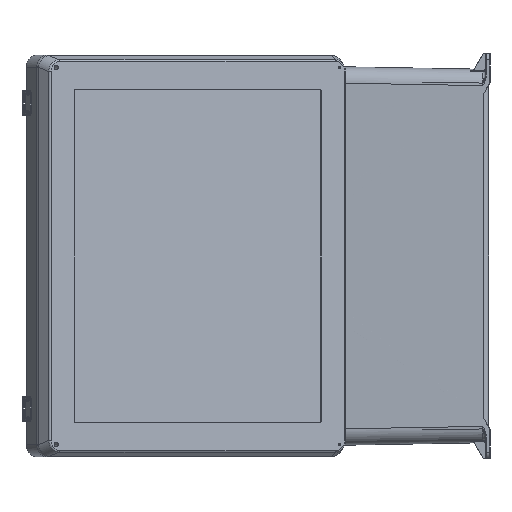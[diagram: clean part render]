
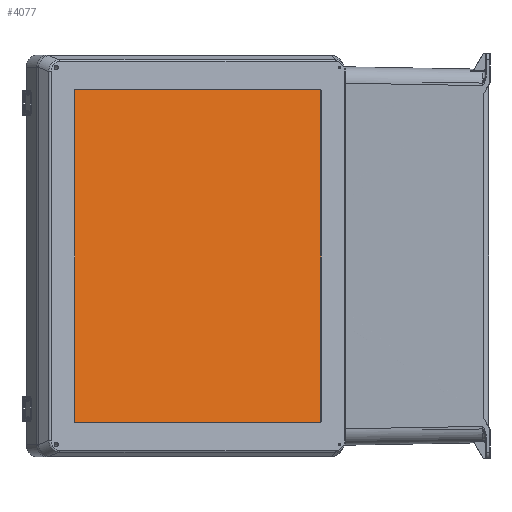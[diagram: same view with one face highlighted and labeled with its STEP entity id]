
A CAD part, left-side view. The second image highlights one B-rep face of the part: STEP entity #4077.
In plain terms, the highlighted face is planar.
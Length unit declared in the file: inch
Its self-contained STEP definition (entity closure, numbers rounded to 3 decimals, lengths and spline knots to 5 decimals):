
#54 = CARTESIAN_POINT ( 'NONE',  ( 6.995, -0.22, 7.9375 ) ) ;
#55 = CARTESIAN_POINT ( 'NONE',  ( 6.9375, -0.22, -7.9375 ) ) ;
#56 = DIRECTION ( 'NONE',  ( 0., 1., 0. ) ) ;
#57 = DIRECTION ( 'NONE',  ( 0., 0., 1. ) ) ;
#58 = DIRECTION ( 'NONE',  ( 0., 0., -1. ) ) ;
#73 = CARTESIAN_POINT ( 'NONE',  ( 6.9375, -0.22, 7.995 ) ) ;
#74 = CARTESIAN_POINT ( 'NONE',  ( 6.9375, -0.22, 7.9375 ) ) ;
#75 = DIRECTION ( 'NONE',  ( 0., 1., 0. ) ) ;
#76 = DIRECTION ( 'NONE',  ( 0., 0., 1. ) ) ;
#80 = DIRECTION ( 'NONE',  ( 1., 0., 0. ) ) ;
#89 = CARTESIAN_POINT ( 'NONE',  ( -6.995, -0.22, 7.9375 ) ) ;
#90 = CARTESIAN_POINT ( 'NONE',  ( -6.9375, -0.22, 7.9375 ) ) ;
#91 = DIRECTION ( 'NONE',  ( 0., 1., 0. ) ) ;
#92 = DIRECTION ( 'NONE',  ( 0., 0., 1. ) ) ;
#96 = DIRECTION ( 'NONE',  ( 0., 0., 1. ) ) ;
#103 = CARTESIAN_POINT ( 'NONE',  ( -6.9375, -0.22, -7.9375 ) ) ;
#104 = DIRECTION ( 'NONE',  ( 0., 1., 0. ) ) ;
#105 = DIRECTION ( 'NONE',  ( 0., 0., -1. ) ) ;
#106 = CARTESIAN_POINT ( 'NONE',  ( 6.9375, -0.22, -7.995 ) ) ;
#107 = DIRECTION ( 'NONE',  ( -1., 0., 0. ) ) ;
#1046 = EDGE_CURVE ( 'NONE', #13234, #13232, #27187, .T. ) ;
#1048 = EDGE_CURVE ( 'NONE', #13135, #13234, #27183, .T. ) ;
#1057 = EDGE_CURVE ( 'NONE', #13268, #13135, #27197, .T. ) ;
#1063 = EDGE_CURVE ( 'NONE', #13237, #13268, #27195, .T. ) ;
#1070 = EDGE_CURVE ( 'NONE', #13127, #13237, #27201, .T. ) ;
#1076 = EDGE_CURVE ( 'NONE', #13270, #13127, #27208, .T. ) ;
#1081 = EDGE_CURVE ( 'NONE', #13240, #13270, #27213, .T. ) ;
#1085 = EDGE_CURVE ( 'NONE', #13232, #13240, #27221, .T. ) ;
#3537 = EDGE_LOOP ( 'NONE', ( #23635, #23636, #23637, #23638, #23639, #23640, #23641, #23642 ) ) ;
#4077 = ADVANCED_FACE ( 'NONE', ( #40313 ), #39234, .F. ) ;
#13127 = VERTEX_POINT ( 'NONE', #34005 ) ;
#13135 = VERTEX_POINT ( 'NONE', #34013 ) ;
#13232 = VERTEX_POINT ( 'NONE', #34193 ) ;
#13234 = VERTEX_POINT ( 'NONE', #34196 ) ;
#13237 = VERTEX_POINT ( 'NONE', #34202 ) ;
#13240 = VERTEX_POINT ( 'NONE', #34208 ) ;
#13268 = VERTEX_POINT ( 'NONE', #34260 ) ;
#13270 = VERTEX_POINT ( 'NONE', #34263 ) ;
#16486 = AXIS2_PLACEMENT_3D ( 'NONE', #55, #56, #57 ) ;
#16571 = AXIS2_PLACEMENT_3D ( 'NONE', #90, #91, #92 ) ;
#16747 = AXIS2_PLACEMENT_3D ( 'NONE', #74, #75, #76 ) ;
#16922 = AXIS2_PLACEMENT_3D ( 'NONE', #103, #104, #105 ) ;
#23635 = ORIENTED_EDGE ( 'NONE', *, *, #1046, .F. ) ;
#23636 = ORIENTED_EDGE ( 'NONE', *, *, #1048, .F. ) ;
#23637 = ORIENTED_EDGE ( 'NONE', *, *, #1057, .F. ) ;
#23638 = ORIENTED_EDGE ( 'NONE', *, *, #1063, .F. ) ;
#23639 = ORIENTED_EDGE ( 'NONE', *, *, #1070, .F. ) ;
#23640 = ORIENTED_EDGE ( 'NONE', *, *, #1076, .F. ) ;
#23641 = ORIENTED_EDGE ( 'NONE', *, *, #1081, .F. ) ;
#23642 = ORIENTED_EDGE ( 'NONE', *, *, #1085, .F. ) ;
#27183 = LINE ( 'NONE', #54, #27192 ) ;
#27187 = CIRCLE ( 'NONE', #16486, 0.0575 ) ;
#27192 = VECTOR ( 'NONE', #58, 39.37008 ) ;
#27195 = LINE ( 'NONE', #73, #27204 ) ;
#27197 = CIRCLE ( 'NONE', #16747, 0.0575 ) ;
#27201 = CIRCLE ( 'NONE', #16571, 0.0575 ) ;
#27204 = VECTOR ( 'NONE', #80, 39.37008 ) ;
#27208 = LINE ( 'NONE', #89, #27216 ) ;
#27213 = CIRCLE ( 'NONE', #16922, 0.0575 ) ;
#27216 = VECTOR ( 'NONE', #96, 39.37008 ) ;
#27221 = LINE ( 'NONE', #106, #27224 ) ;
#27224 = VECTOR ( 'NONE', #107, 39.37008 ) ;
#31606 = AXIS2_PLACEMENT_3D ( 'NONE', #39243, #39244, #39245 ) ;
#34005 = CARTESIAN_POINT ( 'NONE',  ( -6.995, -0.22, 7.9375 ) ) ;
#34013 = CARTESIAN_POINT ( 'NONE',  ( 6.995, -0.22, 7.9375 ) ) ;
#34193 = CARTESIAN_POINT ( 'NONE',  ( 6.9375, -0.22, -7.995 ) ) ;
#34196 = CARTESIAN_POINT ( 'NONE',  ( 6.995, -0.22, -7.9375 ) ) ;
#34202 = CARTESIAN_POINT ( 'NONE',  ( -6.9375, -0.22, 7.995 ) ) ;
#34208 = CARTESIAN_POINT ( 'NONE',  ( -6.9375, -0.22, -7.995 ) ) ;
#34260 = CARTESIAN_POINT ( 'NONE',  ( 6.9375, -0.22, 7.995 ) ) ;
#34263 = CARTESIAN_POINT ( 'NONE',  ( -6.995, -0.22, -7.9375 ) ) ;
#39234 = PLANE ( 'NONE',  #31606 ) ;
#39243 = CARTESIAN_POINT ( 'NONE',  ( 6.9375, -0.22, -7.9375 ) ) ;
#39244 = DIRECTION ( 'NONE',  ( 0., 1., 0. ) ) ;
#39245 = DIRECTION ( 'NONE',  ( 0., 0., 1. ) ) ;
#40313 = FACE_OUTER_BOUND ( 'NONE', #3537, .T. ) ;
